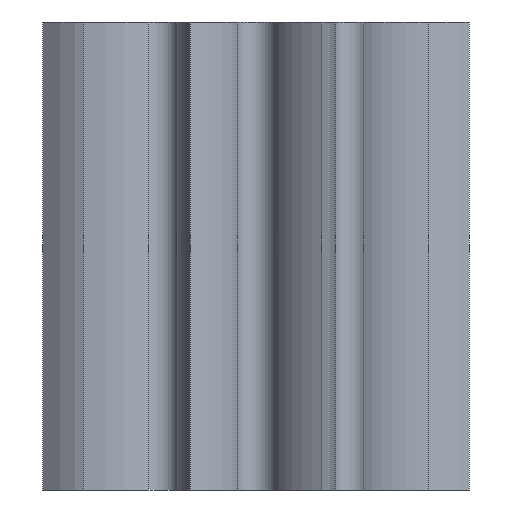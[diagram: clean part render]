
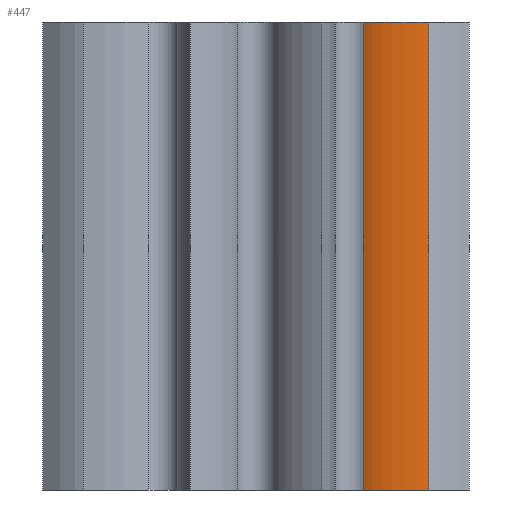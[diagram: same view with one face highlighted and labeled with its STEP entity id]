
A CAD part, front view. The second image highlights one B-rep face of the part: STEP entity #447.
In plain terms, the highlighted free-form (B-spline) face has degree [3, 1] with [13, 2] control points.
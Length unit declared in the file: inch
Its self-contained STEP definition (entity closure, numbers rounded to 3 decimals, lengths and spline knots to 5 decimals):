
#36 = CARTESIAN_POINT ( 'NONE',  ( 0.23605, -0.20347, -0.375 ) ) ;
#52 = CARTESIAN_POINT ( 'NONE',  ( 0.17612, -0.18951, 0.375 ) ) ;
#60 = EDGE_CURVE ( 'NONE', #1070, #1631, #350, .T. ) ;
#74 = CARTESIAN_POINT ( 'NONE',  ( 0.18152, -0.19208, -0.375 ) ) ;
#83 = CARTESIAN_POINT ( 'NONE',  ( 0.27651, -0.20089, 0.375 ) ) ;
#86 = CARTESIAN_POINT ( 'NONE',  ( 0.17292, -0.18773, 0.375 ) ) ;
#97 = CARTESIAN_POINT ( 'NONE',  ( 0.18152, -0.19208, 0.375 ) ) ;
#128 = B_SPLINE_SURFACE_WITH_KNOTS ( 'NONE', 3, 1, ( 
 ( #1207, #427 ),
 ( #1355, #1701 ),
 ( #52, #386 ),
 ( #1028, #74 ),
 ( #1047, #1985 ),
 ( #398, #1066 ),
 ( #222, #1368 ),
 ( #871, #1689 ),
 ( #1388, #1677 ),
 ( #731, #1514 ),
 ( #1709, #742 ),
 ( #1536, #253 ),
 ( #83, #1994 ) ),
 .UNSPECIFIED., .F., .F., .F.,
 ( 4, 1, 1, 1, 1, 1, 1, 1, 1, 1, 4 ),
 ( 2, 2 ),
 ( 0., 0.04644, 0.10179, 0.16604, 0.23919, 0.32124, 0.4122, 0.51206, 0.62082, 0.73848, 1. ),
 ( 0., 1. ),
 .UNSPECIFIED. ) ;
#137 = ORIENTED_EDGE ( 'NONE', *, *, #60, .F. ) ;
#169 = DIRECTION ( 'NONE',  ( 0., 0., -1. ) ) ;
#195 = CARTESIAN_POINT ( 'NONE',  ( 0.17149, -0.18688, -0.375 ) ) ;
#222 = CARTESIAN_POINT ( 'NONE',  ( 0.20402, -0.19938, 0.375 ) ) ;
#228 = EDGE_CURVE ( 'NONE', #460, #1070, #1204, .T. ) ;
#240 = CARTESIAN_POINT ( 'NONE',  ( 0.17612, -0.18951, -0.375 ) ) ;
#253 = CARTESIAN_POINT ( 'NONE',  ( 0.26721, -0.2023, -0.375 ) ) ;
#265 = CARTESIAN_POINT ( 'NONE',  ( 0.17149, -0.18688, 0.375 ) ) ;
#278 = CARTESIAN_POINT ( 'NONE',  ( 0.26721, -0.2023, 0.375 ) ) ;
#350 = LINE ( 'NONE', #1614, #1460 ) ;
#362 = ORIENTED_EDGE ( 'NONE', *, *, #1658, .T. ) ;
#386 = CARTESIAN_POINT ( 'NONE',  ( 0.17612, -0.18951, -0.375 ) ) ;
#398 = CARTESIAN_POINT ( 'NONE',  ( 0.19545, -0.19714, 0.375 ) ) ;
#427 = CARTESIAN_POINT ( 'NONE',  ( 0.17149, -0.18688, -0.375 ) ) ;
#429 = CARTESIAN_POINT ( 'NONE',  ( 0.22434, -0.20267, 0.375 ) ) ;
#436 = VERTEX_POINT ( 'NONE', #755 ) ;
#447 = ADVANCED_FACE ( 'NONE', ( #2024 ), #128, .F. ) ;
#458 = CARTESIAN_POINT ( 'NONE',  ( 0.17149, -0.18688, 0.375 ) ) ;
#460 = VERTEX_POINT ( 'NONE', #265 ) ;
#492 = EDGE_LOOP ( 'NONE', ( #362, #137, #984, #727 ) ) ;
#518 = CARTESIAN_POINT ( 'NONE',  ( 0.21365, -0.20127, -0.375 ) ) ;
#528 = CARTESIAN_POINT ( 'NONE',  ( 0.20402, -0.19938, -0.375 ) ) ;
#676 = CARTESIAN_POINT ( 'NONE',  ( 0.27651, -0.20089, -0.375 ) ) ;
#683 = CARTESIAN_POINT ( 'NONE',  ( 0.2536, -0.20356, -0.375 ) ) ;
#727 = ORIENTED_EDGE ( 'NONE', *, *, #1041, .T. ) ;
#731 = CARTESIAN_POINT ( 'NONE',  ( 0.23605, -0.20347, 0.375 ) ) ;
#736 = CARTESIAN_POINT ( 'NONE',  ( 0.2536, -0.20356, 0.375 ) ) ;
#742 = CARTESIAN_POINT ( 'NONE',  ( 0.2536, -0.20356, -0.375 ) ) ;
#744 = CARTESIAN_POINT ( 'NONE',  ( 0.23605, -0.20347, 0.375 ) ) ;
#755 = CARTESIAN_POINT ( 'NONE',  ( 0.17149, -0.18688, -0.375 ) ) ;
#839 = CARTESIAN_POINT ( 'NONE',  ( 0.22434, -0.20267, -0.375 ) ) ;
#871 = CARTESIAN_POINT ( 'NONE',  ( 0.21365, -0.20127, 0.375 ) ) ;
#879 = CARTESIAN_POINT ( 'NONE',  ( 0.17292, -0.18773, -0.375 ) ) ;
#908 = CARTESIAN_POINT ( 'NONE',  ( 0.17612, -0.18951, 0.375 ) ) ;
#928 = CARTESIAN_POINT ( 'NONE',  ( 0.27651, -0.20089, 0.375 ) ) ;
#984 = ORIENTED_EDGE ( 'NONE', *, *, #228, .F. ) ;
#1028 = CARTESIAN_POINT ( 'NONE',  ( 0.18152, -0.19208, 0.375 ) ) ;
#1041 = EDGE_CURVE ( 'NONE', #460, #436, #1906, .T. ) ;
#1047 = CARTESIAN_POINT ( 'NONE',  ( 0.18795, -0.19466, 0.375 ) ) ;
#1066 = CARTESIAN_POINT ( 'NONE',  ( 0.19545, -0.19714, -0.375 ) ) ;
#1070 = VERTEX_POINT ( 'NONE', #1739 ) ;
#1156 = CARTESIAN_POINT ( 'NONE',  ( 0.27651, -0.20089, -0.375 ) ) ;
#1204 = B_SPLINE_CURVE_WITH_KNOTS ( 'NONE', 3,
 ( #458, #86, #908, #97, #1559, #2028, #1889, #2050, #429, #744, #736, #278, #928 ),
 .UNSPECIFIED., .F., .F.,
 ( 4, 1, 1, 1, 1, 1, 1, 1, 1, 1, 4 ),
 ( 0., 0.04644, 0.10179, 0.16604, 0.23919, 0.32124, 0.4122, 0.51206, 0.62082, 0.73848, 1. ),
 .UNSPECIFIED. ) ;
#1207 = CARTESIAN_POINT ( 'NONE',  ( 0.17149, -0.18688, 0.375 ) ) ;
#1328 = CARTESIAN_POINT ( 'NONE',  ( 0.18795, -0.19466, -0.375 ) ) ;
#1355 = CARTESIAN_POINT ( 'NONE',  ( 0.17292, -0.18773, 0.375 ) ) ;
#1365 = CARTESIAN_POINT ( 'NONE',  ( 0.18152, -0.19208, -0.375 ) ) ;
#1368 = CARTESIAN_POINT ( 'NONE',  ( 0.20402, -0.19938, -0.375 ) ) ;
#1388 = CARTESIAN_POINT ( 'NONE',  ( 0.22434, -0.20267, 0.375 ) ) ;
#1393 = VECTOR ( 'NONE', #1749, 39.37008 ) ;
#1460 = VECTOR ( 'NONE', #169, 39.37008 ) ;
#1500 = CARTESIAN_POINT ( 'NONE',  ( 0.26721, -0.2023, -0.375 ) ) ;
#1514 = CARTESIAN_POINT ( 'NONE',  ( 0.23605, -0.20347, -0.375 ) ) ;
#1522 = CARTESIAN_POINT ( 'NONE',  ( 0.19545, -0.19714, -0.375 ) ) ;
#1536 = CARTESIAN_POINT ( 'NONE',  ( 0.26721, -0.2023, 0.375 ) ) ;
#1559 = CARTESIAN_POINT ( 'NONE',  ( 0.18795, -0.19466, 0.375 ) ) ;
#1614 = CARTESIAN_POINT ( 'NONE',  ( 0.27651, -0.20089, 0.375 ) ) ;
#1631 = VERTEX_POINT ( 'NONE', #676 ) ;
#1658 = EDGE_CURVE ( 'NONE', #436, #1631, #1743, .T. ) ;
#1677 = CARTESIAN_POINT ( 'NONE',  ( 0.22434, -0.20267, -0.375 ) ) ;
#1689 = CARTESIAN_POINT ( 'NONE',  ( 0.21365, -0.20127, -0.375 ) ) ;
#1701 = CARTESIAN_POINT ( 'NONE',  ( 0.17292, -0.18773, -0.375 ) ) ;
#1709 = CARTESIAN_POINT ( 'NONE',  ( 0.2536, -0.20356, 0.375 ) ) ;
#1739 = CARTESIAN_POINT ( 'NONE',  ( 0.27651, -0.20089, 0.375 ) ) ;
#1743 = B_SPLINE_CURVE_WITH_KNOTS ( 'NONE', 3,
 ( #195, #879, #240, #1365, #1328, #1522, #528, #518, #839, #36, #683, #1500, #1156 ),
 .UNSPECIFIED., .F., .F.,
 ( 4, 1, 1, 1, 1, 1, 1, 1, 1, 1, 4 ),
 ( 0., 0.04644, 0.10179, 0.16604, 0.23919, 0.32124, 0.4122, 0.51206, 0.62082, 0.73848, 1. ),
 .UNSPECIFIED. ) ;
#1749 = DIRECTION ( 'NONE',  ( 0., 0., -1. ) ) ;
#1889 = CARTESIAN_POINT ( 'NONE',  ( 0.20402, -0.19938, 0.375 ) ) ;
#1906 = LINE ( 'NONE', #1913, #1393 ) ;
#1913 = CARTESIAN_POINT ( 'NONE',  ( 0.17149, -0.18688, 0.375 ) ) ;
#1985 = CARTESIAN_POINT ( 'NONE',  ( 0.18795, -0.19466, -0.375 ) ) ;
#1994 = CARTESIAN_POINT ( 'NONE',  ( 0.27651, -0.20089, -0.375 ) ) ;
#2024 = FACE_OUTER_BOUND ( 'NONE', #492, .T. ) ;
#2028 = CARTESIAN_POINT ( 'NONE',  ( 0.19545, -0.19714, 0.375 ) ) ;
#2050 = CARTESIAN_POINT ( 'NONE',  ( 0.21365, -0.20127, 0.375 ) ) ;
